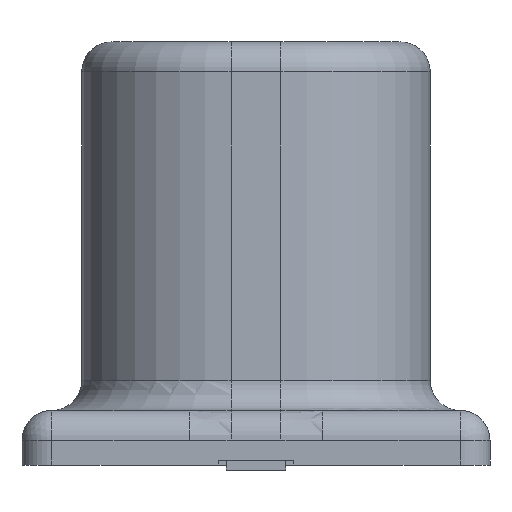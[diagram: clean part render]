
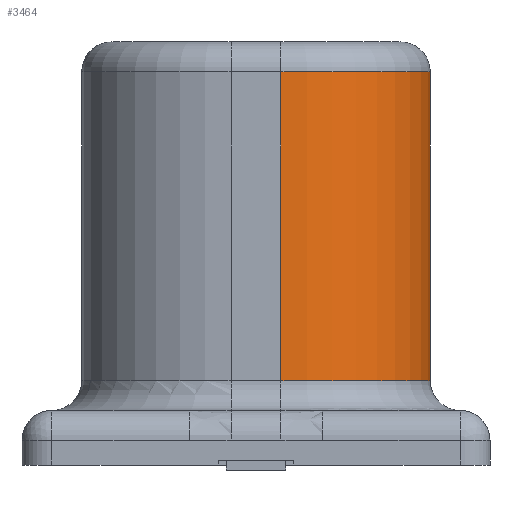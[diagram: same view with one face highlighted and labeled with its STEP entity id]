
A CAD part, left-side view. The second image highlights one B-rep face of the part: STEP entity #3464.
In plain terms, the highlighted cylindrical face has radius 1.5 mm (diameter 3 mm), a partial arc.
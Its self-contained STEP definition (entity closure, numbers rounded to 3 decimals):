
#79=CYLINDRICAL_SURFACE('',#3741,1.5);
#124=CIRCLE('',#3701,1.5);
#145=CIRCLE('',#3738,1.5);
#452=FACE_OUTER_BOUND('',#661,.T.);
#661=EDGE_LOOP('',(#2610,#2611,#2612,#2613));
#885=LINE('',#5089,#1198);
#896=LINE('',#5142,#1209);
#1198=VECTOR('',#4127,3.1);
#1209=VECTOR('',#4194,3.1);
#1515=VERTEX_POINT('',#5059);
#1516=VERTEX_POINT('',#5063);
#1522=VERTEX_POINT('',#5087);
#1536=VERTEX_POINT('',#5134);
#1897=EDGE_CURVE('',#1516,#1515,#124,.T.);
#1909=EDGE_CURVE('',#1516,#1522,#885,.T.);
#1932=EDGE_CURVE('',#1536,#1522,#145,.T.);
#1936=EDGE_CURVE('',#1536,#1515,#896,.T.);
#2610=ORIENTED_EDGE('',*,*,#1897,.F.);
#2611=ORIENTED_EDGE('',*,*,#1909,.T.);
#2612=ORIENTED_EDGE('',*,*,#1932,.F.);
#2613=ORIENTED_EDGE('',*,*,#1936,.T.);
#3464=ADVANCED_FACE('',(#452),#79,.T.);
#3701=AXIS2_PLACEMENT_3D('',#5065,#4096,#4097);
#3738=AXIS2_PLACEMENT_3D('',#5136,#4184,#4185);
#3741=AXIS2_PLACEMENT_3D('',#5141,#4192,#4193);
#4096=DIRECTION('center_axis',(0.,0.,-1.));
#4097=DIRECTION('ref_axis',(-0.707,-0.707,0.));
#4127=DIRECTION('',(0.,0.,1.));
#4184=DIRECTION('center_axis',(0.,0.,1.));
#4185=DIRECTION('ref_axis',(-0.707,-0.707,0.));
#4192=DIRECTION('center_axis',(0.,0.,1.));
#4193=DIRECTION('ref_axis',(-0.707,-0.707,0.));
#4194=DIRECTION('',(0.,0.,-1.));
#5059=CARTESIAN_POINT('',(-5.15,-0.25,0.9));
#5063=CARTESIAN_POINT('',(-3.65,-1.75,0.9));
#5065=CARTESIAN_POINT('Origin',(-3.65,-0.25,0.9));
#5087=CARTESIAN_POINT('',(-3.65,-1.75,4.));
#5089=CARTESIAN_POINT('',(-3.65,-1.75,0.6));
#5134=CARTESIAN_POINT('',(-5.15,-0.25,4.));
#5136=CARTESIAN_POINT('Origin',(-3.65,-0.25,4.));
#5141=CARTESIAN_POINT('Origin',(-3.65,-0.25,0.6));
#5142=CARTESIAN_POINT('',(-5.15,-0.25,0.6));
